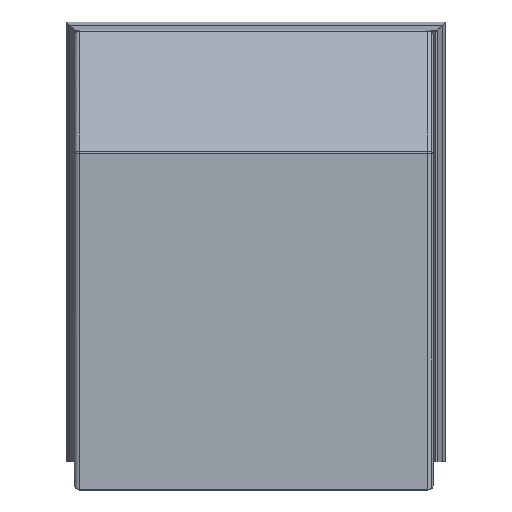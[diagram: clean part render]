
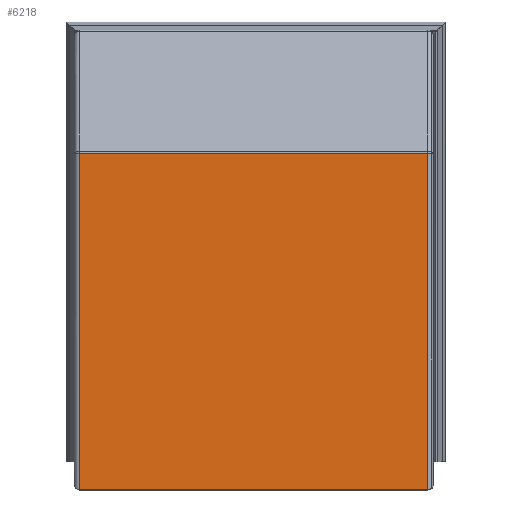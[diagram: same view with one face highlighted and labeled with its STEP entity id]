
A CAD part, top view. The second image highlights one B-rep face of the part: STEP entity #6218.
In plain terms, the highlighted planar face has unit normal (0, 0, 1).
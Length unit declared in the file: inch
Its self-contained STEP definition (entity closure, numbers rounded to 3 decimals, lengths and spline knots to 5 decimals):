
#905 = VECTOR ( 'NONE', #6198, 39.37008 ) ;
#1008 = EDGE_LOOP ( 'NONE', ( #11120, #7872, #1779, #9400 ) ) ;
#1605 = CARTESIAN_POINT ( 'NONE',  ( -4.09375, -5.40625, 1.0625 ) ) ;
#1779 = ORIENTED_EDGE ( 'NONE', *, *, #6503, .F. ) ;
#1782 = VECTOR ( 'NONE', #2644, 39.37008 ) ;
#2019 = VECTOR ( 'NONE', #9887, 39.37008 ) ;
#2644 = DIRECTION ( 'NONE',  ( 0., -1., 0. ) ) ;
#2758 = PLANE ( 'NONE',  #5491 ) ;
#2996 = DIRECTION ( 'NONE',  ( -1., 0., 0. ) ) ;
#3358 = LINE ( 'NONE', #7991, #905 ) ;
#4054 = VERTEX_POINT ( 'NONE', #7453 ) ;
#4306 = VERTEX_POINT ( 'NONE', #8804 ) ;
#4411 = VERTEX_POINT ( 'NONE', #1605 ) ;
#4682 = VERTEX_POINT ( 'NONE', #8483 ) ;
#5343 = EDGE_CURVE ( 'NONE', #4306, #4411, #9196, .T. ) ;
#5396 = CARTESIAN_POINT ( 'NONE',  ( -4.09375, 2.5285, 1.0625 ) ) ;
#5491 = AXIS2_PLACEMENT_3D ( 'NONE', #9261, #11136, #5594 ) ;
#5594 = DIRECTION ( 'NONE',  ( 0., 1., 0. ) ) ;
#6198 = DIRECTION ( 'NONE',  ( -1., 0., 0. ) ) ;
#6218 = ADVANCED_FACE ( 'NONE', ( #10808 ), #2758, .F. ) ;
#6260 = EDGE_CURVE ( 'NONE', #4682, #4306, #11528, .T. ) ;
#6503 = EDGE_CURVE ( 'NONE', #4054, #4411, #3358, .T. ) ;
#7453 = CARTESIAN_POINT ( 'NONE',  ( 4.09375, -5.40625, 1.0625 ) ) ;
#7872 = ORIENTED_EDGE ( 'NONE', *, *, #5343, .T. ) ;
#7991 = CARTESIAN_POINT ( 'NONE',  ( 4.21875, -5.40625, 1.0625 ) ) ;
#8071 = EDGE_CURVE ( 'NONE', #4054, #4682, #11913, .T. ) ;
#8483 = CARTESIAN_POINT ( 'NONE',  ( 4.09375, 2.49565, 1.0625 ) ) ;
#8766 = VECTOR ( 'NONE', #2996, 39.37008 ) ;
#8804 = CARTESIAN_POINT ( 'NONE',  ( -4.09375, 2.49565, 1.0625 ) ) ;
#8999 = CARTESIAN_POINT ( 'NONE',  ( 4.09375, 2.5285, 1.0625 ) ) ;
#9196 = LINE ( 'NONE', #5396, #1782 ) ;
#9261 = CARTESIAN_POINT ( 'NONE',  ( 4.21875, 2.5285, 1.0625 ) ) ;
#9400 = ORIENTED_EDGE ( 'NONE', *, *, #8071, .T. ) ;
#9459 = CARTESIAN_POINT ( 'NONE',  ( 4.21875, 2.49565, 1.0625 ) ) ;
#9887 = DIRECTION ( 'NONE',  ( 0., 1., 0. ) ) ;
#10808 = FACE_OUTER_BOUND ( 'NONE', #1008, .T. ) ;
#11120 = ORIENTED_EDGE ( 'NONE', *, *, #6260, .T. ) ;
#11136 = DIRECTION ( 'NONE',  ( 0., 0., -1. ) ) ;
#11528 = LINE ( 'NONE', #9459, #8766 ) ;
#11913 = LINE ( 'NONE', #8999, #2019 ) ;
